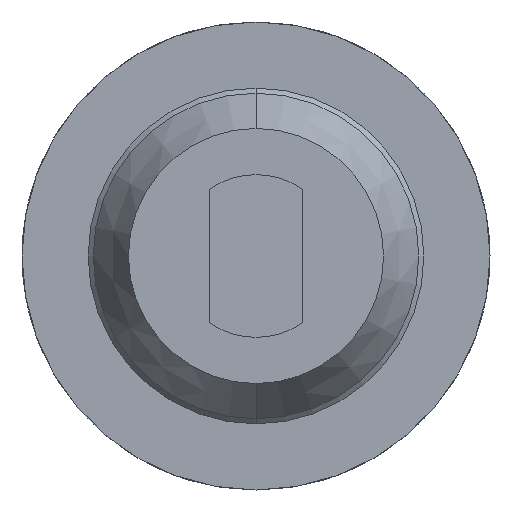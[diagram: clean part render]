
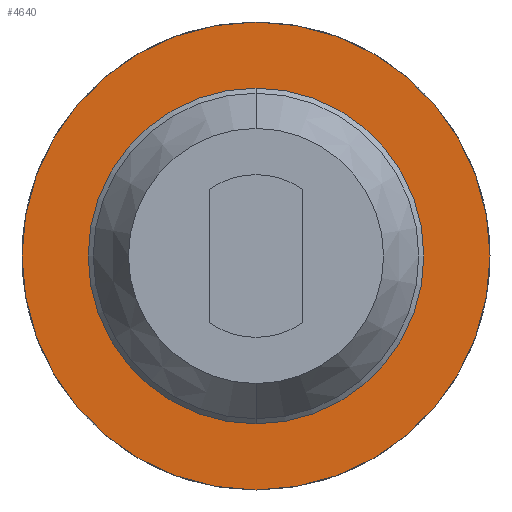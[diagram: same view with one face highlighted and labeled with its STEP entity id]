
A CAD part, front view. The second image highlights one B-rep face of the part: STEP entity #4640.
In plain terms, the highlighted planar face has unit normal (0, -1, 0).
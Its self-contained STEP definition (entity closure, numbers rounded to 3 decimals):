
#141 = AXIS2_PLACEMENT_3D ( 'NONE', #189, #919, #838 ) ;
#189 = CARTESIAN_POINT ( 'NONE',  ( 0.825, -2., 0. ) ) ;
#383 = CARTESIAN_POINT ( 'NONE',  ( 0., -2., 0. ) ) ;
#713 = DIRECTION ( 'NONE',  ( 0., 0., 1. ) ) ;
#838 = DIRECTION ( 'NONE',  ( 0., 0., 1. ) ) ;
#909 = DIRECTION ( 'NONE',  ( 0., 0., 1. ) ) ;
#919 = DIRECTION ( 'NONE',  ( 0., 1., 0. ) ) ;
#951 = DIRECTION ( 'NONE',  ( 0., 1., 0. ) ) ;
#1507 = EDGE_LOOP ( 'NONE', ( #3155, #1703 ) ) ;
#1513 = DIRECTION ( 'NONE',  ( 0., 0., 1. ) ) ;
#1655 = CARTESIAN_POINT ( 'NONE',  ( 0., -2., 0. ) ) ;
#1703 = ORIENTED_EDGE ( 'NONE', *, *, #3934, .F. ) ;
#1735 = CIRCLE ( 'NONE', #1909, 1.15 ) ;
#1773 = EDGE_CURVE ( 'Defeature ausgef�hrt2_20+Defeature ausgef�hrt2_19+Defeature ausgef�hrt2_19+Defeature ausgef�hrt2_19', #3259, #2963, #2190, .T. ) ;
#1909 = AXIS2_PLACEMENT_3D ( 'NONE', #4257, #3875, #909 ) ;
#2180 = VERTEX_POINT ( 'NONE', #2844 ) ;
#2190 = CIRCLE ( 'NONE', #3717, 0.825 ) ;
#2291 = ORIENTED_EDGE ( 'NONE', *, *, #2796, .T. ) ;
#2362 = AXIS2_PLACEMENT_3D ( 'NONE', #1655, #951, #3545 ) ;
#2456 = PLANE ( 'NONE',  #141 ) ;
#2592 = DIRECTION ( 'NONE',  ( 0., 1., 0. ) ) ;
#2656 = DIRECTION ( 'NONE',  ( 0., 1., 0. ) ) ;
#2796 = EDGE_CURVE ( 'Defeature ausgef�hrt2_20+Defeature ausgef�hrt2_19+Defeature ausgef�hrt2_19+Defeature ausgef�hrt2_19', #2963, #3259, #4745, .T. ) ;
#2844 = CARTESIAN_POINT ( 'NONE',  ( 0., -2., 1.15 ) ) ;
#2963 = VERTEX_POINT ( 'NONE', #3323 ) ;
#3155 = ORIENTED_EDGE ( 'NONE', *, *, #4742, .F. ) ;
#3221 = CARTESIAN_POINT ( 'NONE',  ( 0., -2., 0.825 ) ) ;
#3259 = VERTEX_POINT ( 'NONE', #3221 ) ;
#3323 = CARTESIAN_POINT ( 'NONE',  ( 0., -2., -0.825 ) ) ;
#3509 = CIRCLE ( 'NONE', #4616, 1.15 ) ;
#3545 = DIRECTION ( 'NONE',  ( 0., 0., 1. ) ) ;
#3717 = AXIS2_PLACEMENT_3D ( 'NONE', #383, #2656, #1513 ) ;
#3848 = FACE_OUTER_BOUND ( 'NONE', #1507, .T. ) ;
#3875 = DIRECTION ( 'NONE',  ( 0., 1., 0. ) ) ;
#3934 = EDGE_CURVE ( 'Defeature ausgef�hrt2_18+Defeature ausgef�hrt2_20+Defeature ausgef�hrt2_20+Defeature ausgef�hrt2_20', #4350, #2180, #3509, .T. ) ;
#4039 = ORIENTED_EDGE ( 'NONE', *, *, #1773, .T. ) ;
#4175 = EDGE_LOOP ( 'NONE', ( #4039, #2291 ) ) ;
#4257 = CARTESIAN_POINT ( 'NONE',  ( 0., -2., 0. ) ) ;
#4322 = CARTESIAN_POINT ( 'NONE',  ( 0., -2., -1.15 ) ) ;
#4350 = VERTEX_POINT ( 'NONE', #4322 ) ;
#4616 = AXIS2_PLACEMENT_3D ( 'NONE', #4786, #2592, #713 ) ;
#4640 = ADVANCED_FACE ( 'Defeature ausgef�hrt2_20', ( #3848, #4674 ), #2456, .F. ) ;
#4674 = FACE_BOUND ( 'NONE', #4175, .T. ) ;
#4742 = EDGE_CURVE ( 'Defeature ausgef�hrt2_18+Defeature ausgef�hrt2_20+Defeature ausgef�hrt2_20+Defeature ausgef�hrt2_20', #2180, #4350, #1735, .T. ) ;
#4745 = CIRCLE ( 'NONE', #2362, 0.825 ) ;
#4786 = CARTESIAN_POINT ( 'NONE',  ( 0., -2., 0. ) ) ;
